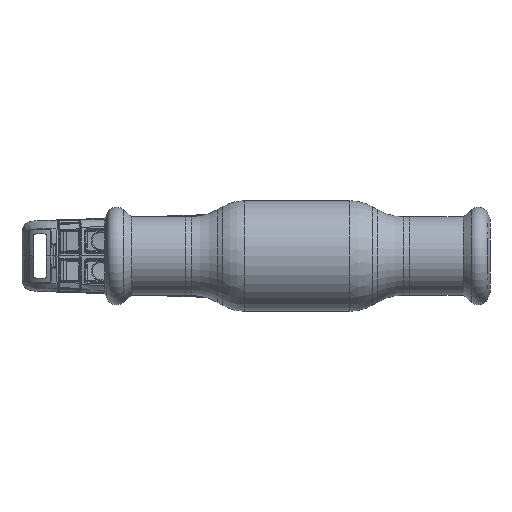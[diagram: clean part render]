
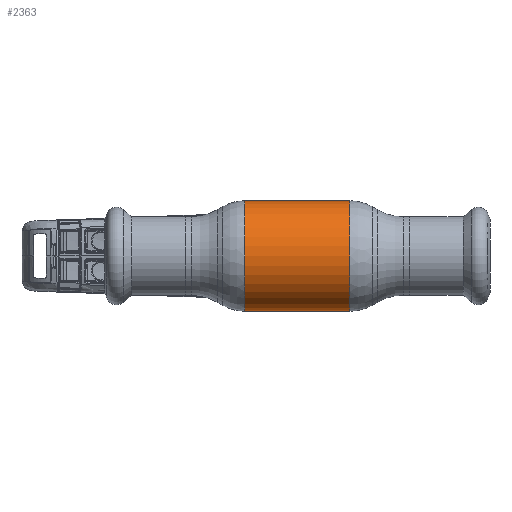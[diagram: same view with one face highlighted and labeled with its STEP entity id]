
A CAD part, front view. The second image highlights one B-rep face of the part: STEP entity #2363.
In plain terms, the highlighted cylindrical face has radius 15 mm (diameter 30 mm), a partial arc.
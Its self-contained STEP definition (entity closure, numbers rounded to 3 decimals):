
#1073 = AXIS2_PLACEMENT_3D ( 'NONE', #46065, #57810, #74063 ) ;
#1199 = DIRECTION ( 'NONE',  ( -1., 0., 0. ) ) ;
#2363 = ADVANCED_FACE ( 'NONE', ( #24772 ), #49004, .T. ) ;
#6752 = VECTOR ( 'NONE', #44710, 1000. ) ;
#7941 = CARTESIAN_POINT ( 'NONE',  ( -14.285, 0., -15. ) ) ;
#14211 = CARTESIAN_POINT ( 'NONE',  ( -62.69, 0., 15. ) ) ;
#14376 = ORIENTED_EDGE ( 'NONE', *, *, #57385, .T. ) ;
#16821 = VERTEX_POINT ( 'NONE', #71070 ) ;
#16981 = VERTEX_POINT ( 'NONE', #74008 ) ;
#19317 = DIRECTION ( 'NONE',  ( -1., 0., 0. ) ) ;
#19696 = EDGE_CURVE ( 'NONE', #37453, #16821, #65798, .T. ) ;
#20490 = CARTESIAN_POINT ( 'NONE',  ( 14.285, 0., -15. ) ) ;
#21116 = EDGE_CURVE ( 'NONE', #66349, #37453, #65573, .T. ) ;
#22007 = LINE ( 'NONE', #14211, #6752 ) ;
#22640 = AXIS2_PLACEMENT_3D ( 'NONE', #50262, #26699, #38987 ) ;
#24772 = FACE_OUTER_BOUND ( 'NONE', #32654, .T. ) ;
#26699 = DIRECTION ( 'NONE',  ( -1., 0., 0. ) ) ;
#32654 = EDGE_LOOP ( 'NONE', ( #49598, #72315, #14376, #45964 ) ) ;
#36100 = DIRECTION ( 'NONE',  ( 0., 0., 1. ) ) ;
#37453 = VERTEX_POINT ( 'NONE', #7941 ) ;
#38987 = DIRECTION ( 'NONE',  ( 0., 0., 1. ) ) ;
#39988 = AXIS2_PLACEMENT_3D ( 'NONE', #47864, #19317, #36100 ) ;
#44710 = DIRECTION ( 'NONE',  ( -1., 0., 0. ) ) ;
#45964 = ORIENTED_EDGE ( 'NONE', *, *, #19696, .F. ) ;
#46027 = CIRCLE ( 'NONE', #22640, 15. ) ;
#46065 = CARTESIAN_POINT ( 'NONE',  ( -62.69, 0., 0. ) ) ;
#47864 = CARTESIAN_POINT ( 'NONE',  ( -14.285, 0., 0. ) ) ;
#49004 = CYLINDRICAL_SURFACE ( 'NONE', #1073, 15. ) ;
#49598 = ORIENTED_EDGE ( 'NONE', *, *, #21116, .F. ) ;
#50262 = CARTESIAN_POINT ( 'NONE',  ( 14.285, 0., 0. ) ) ;
#57385 = EDGE_CURVE ( 'NONE', #16981, #16821, #22007, .T. ) ;
#57810 = DIRECTION ( 'NONE',  ( -1., 0., 0. ) ) ;
#58798 = CARTESIAN_POINT ( 'NONE',  ( -62.69, 0., -15. ) ) ;
#64663 = EDGE_CURVE ( 'NONE', #66349, #16981, #46027, .T. ) ;
#65573 = LINE ( 'NONE', #58798, #68216 ) ;
#65798 = CIRCLE ( 'NONE', #39988, 15. ) ;
#66349 = VERTEX_POINT ( 'NONE', #20490 ) ;
#68216 = VECTOR ( 'NONE', #1199, 1000. ) ;
#71070 = CARTESIAN_POINT ( 'NONE',  ( -14.285, 0., 15. ) ) ;
#72315 = ORIENTED_EDGE ( 'NONE', *, *, #64663, .T. ) ;
#74008 = CARTESIAN_POINT ( 'NONE',  ( 14.285, 0., 15. ) ) ;
#74063 = DIRECTION ( 'NONE',  ( 0., 0., 1. ) ) ;
